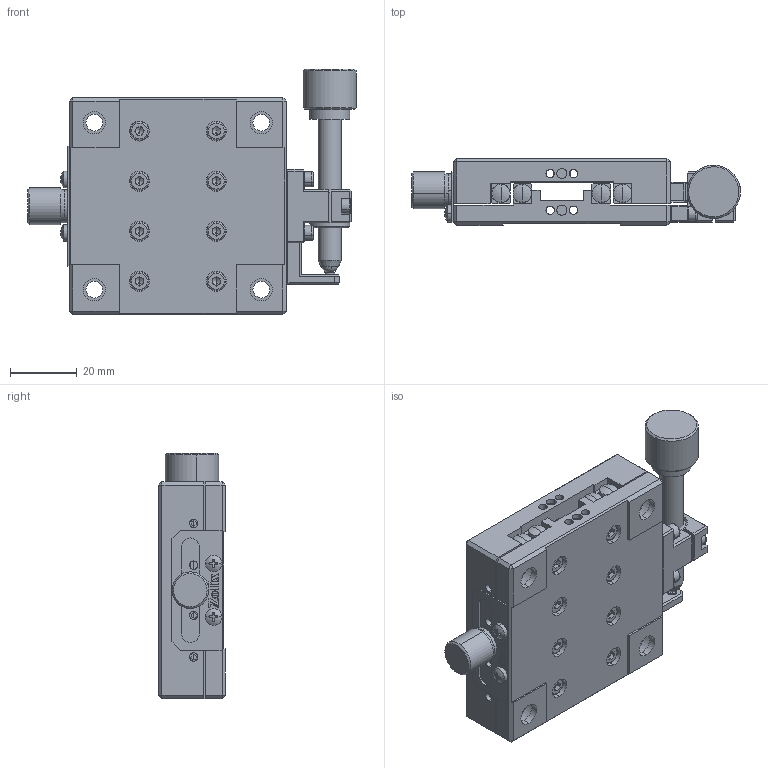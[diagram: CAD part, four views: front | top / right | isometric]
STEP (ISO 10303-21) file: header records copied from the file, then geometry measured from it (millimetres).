
FILE_DESCRIPTION (( 'STEP AP203' ), '1' );
FILE_NAME ('AK25-6520SR.step', '2019-05-08T06:31:21', ( '' ), ( '' ), 'SwSTEP 2.0', 'SolidWorks 2017', '' );
FILE_SCHEMA (( 'CONFIG_CONTROL_DESIGN' ));
Length unit declared in the file: millimetre
Products named in the file (1): AK25-6520SR
Bounding box: 98.5 x 20 x 73.5 mm (x, y, z)
Surface area: 34768.5 mm2 (no closed solid volume)
Topology: 0 solids, 45 shells, 774 faces, 2568 edges, 1720 vertices
Faces by surface type: plane 470, cylinder 170, cone 70, torus 42, bspline 16, sphere 6
Entity records: 27849 total; most frequent: CARTESIAN_POINT 5467, DIRECTION 4819, ORIENTED_EDGE 4105, EDGE_CURVE 2510, VERTEX_POINT 1720, LINE 1619, VECTOR 1619, AXIS2_PLACEMENT_3D 1600
